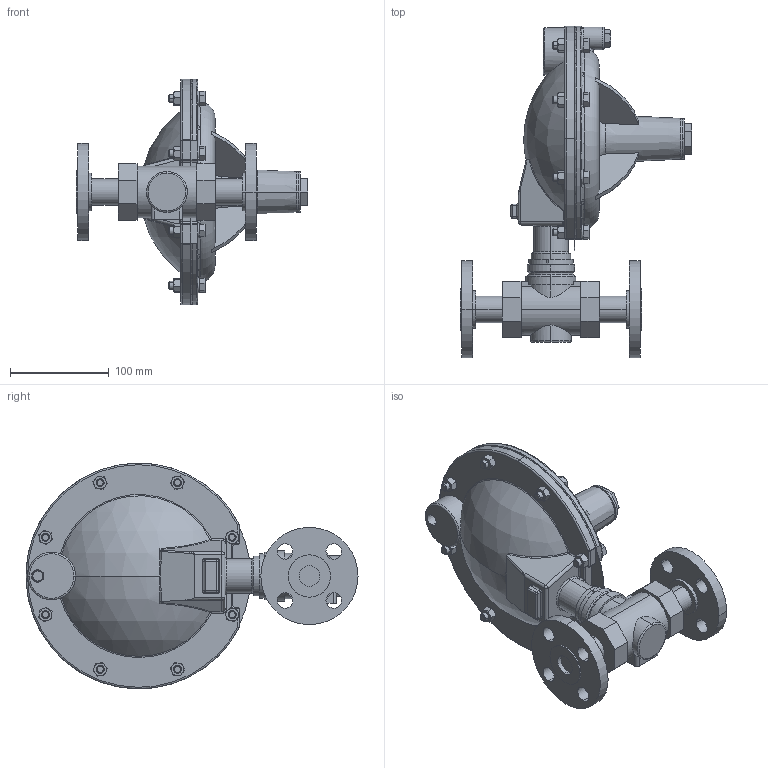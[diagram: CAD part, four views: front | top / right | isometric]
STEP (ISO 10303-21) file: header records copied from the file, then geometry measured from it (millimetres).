
FILE_DESCRIPTION (( 'STEP AP203' ), '1' );
FILE_NAME ('608BP-075-CS+S6-F5.STEP', '2017-09-06T19:39:20', ( '' ), ( '' ), 'SwSTEP 2.0', 'SolidWorks 2014', '' );
FILE_SCHEMA (( 'CONFIG_CONTROL_DESIGN' ));
Length unit declared in the file: inch
Products named in the file (1): 608BP-075-CS+S6-F5
Bounding box: 234.98 x 336.38 x 228.6 mm (x, y, z)
Volume: 2359868.4 mm3; surface area: 243800.7 mm2
Topology: 3 solids, 3 shells, 808 faces, 1944 edges, 1176 vertices
Faces by surface type: plane 307, cylinder 216, cone 183, torus 67, bspline 19, sphere 16
Entity records: 29819 total; most frequent: CARTESIAN_POINT 11372, ORIENTED_EDGE 3858, DIRECTION 3829, EDGE_CURVE 1929, AXIS2_PLACEMENT_3D 1570, VERTEX_POINT 1176, EDGE_LOOP 897, FACE_OUTER_BOUND 808
